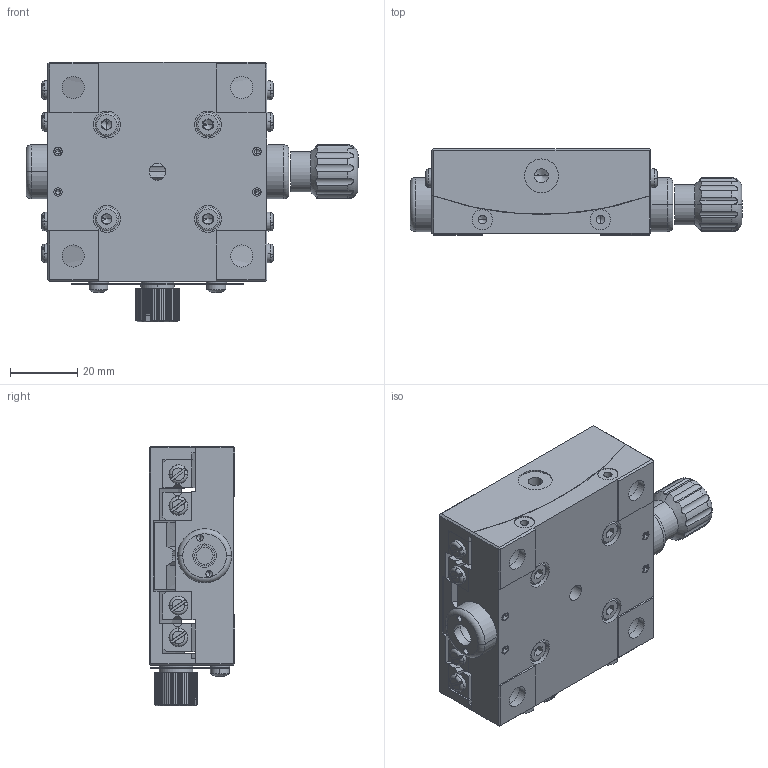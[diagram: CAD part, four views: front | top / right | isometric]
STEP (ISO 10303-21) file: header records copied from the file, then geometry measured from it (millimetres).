
FILE_DESCRIPTION (( 'STEP AP203' ), '1' );
FILE_NAME ('518570.STEP', '2025-07-09T07:10:52', ( '' ), ( '' ), 'SwSTEP 2.0', 'SolidWorks 2020', '' );
FILE_SCHEMA (( 'CONFIG_CONTROL_DESIGN' ));
Products named in the file (1): 518570
Bounding box: 98.5 x 25.5 x 77 mm (x, y, z)
Volume: 93345.4 mm3; surface area: 56170.8 mm2
Topology: 48 solids, 48 shells, 1416 faces, 3545 edges, 2233 vertices
Faces by surface type: plane 667, cylinder 484, cone 199, torus 64, sphere 2
Entity records: 47255 total; most frequent: CARTESIAN_POINT 13468, DIRECTION 7095, ORIENTED_EDGE 6906, EDGE_CURVE 3453, AXIS2_PLACEMENT_3D 2695, VERTEX_POINT 2229, LINE 1705, VECTOR 1705
